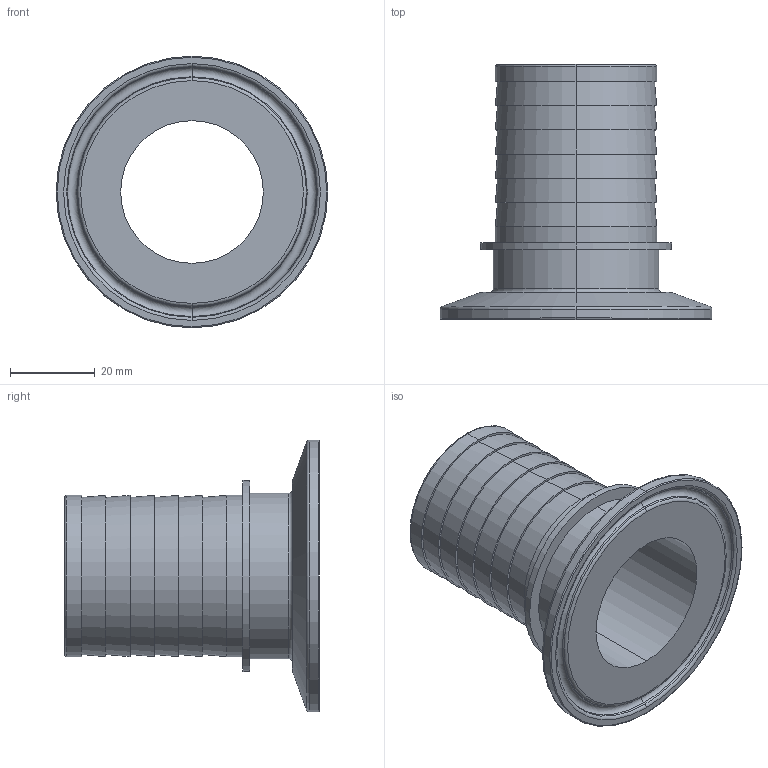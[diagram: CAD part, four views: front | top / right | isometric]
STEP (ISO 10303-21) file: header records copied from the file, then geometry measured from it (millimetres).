
FILE_DESCRIPTION (( 'STEP AP203' ), '1' );
FILE_NAME ('111.S-336.1500.064.STEP', '2024-01-15T15:30:59', ( '' ), ( '' ), 'SwSTEP 2.0', 'SolidWorks 2023', '' );
FILE_SCHEMA (( 'CONFIG_CONTROL_DESIGN' ));
Length unit declared in the file: millimetre
Products named in the file (1): 111.S-336.1500.064
Bounding box: 64 x 60 x 64 mm (x, y, z)
Volume: 24440.5 mm3; surface area: 19278.3 mm2
Topology: 1 solids, 1 shells, 60 faces, 120 edges, 72 vertices
Faces by surface type: cone 20, torus 16, cylinder 12, plane 12
Entity records: 1661 total; most frequent: DIRECTION 330, CARTESIAN_POINT 253, ORIENTED_EDGE 240, AXIS2_PLACEMENT_3D 149, EDGE_CURVE 120, CIRCLE 88, EDGE_LOOP 72, VERTEX_POINT 72
